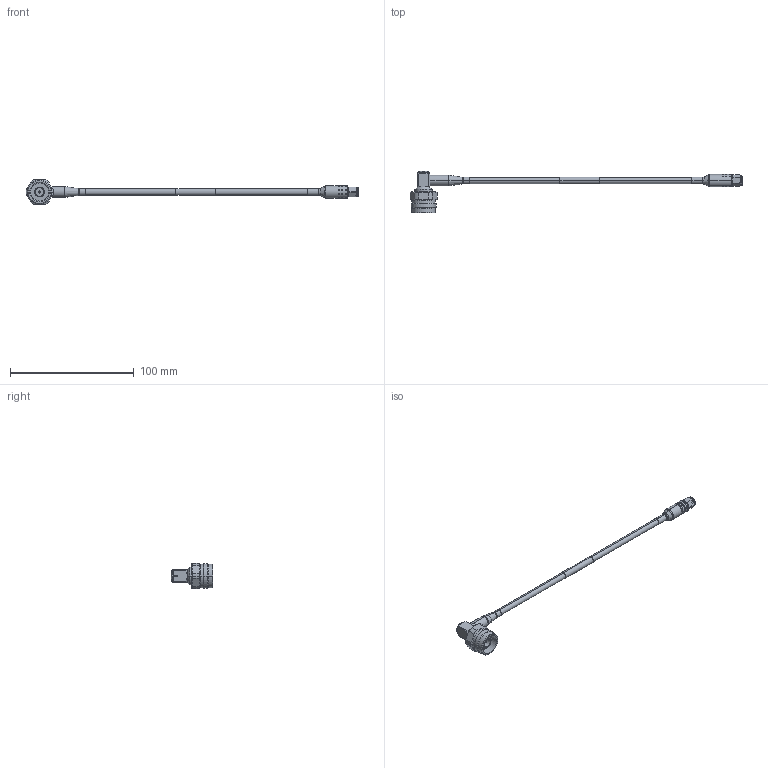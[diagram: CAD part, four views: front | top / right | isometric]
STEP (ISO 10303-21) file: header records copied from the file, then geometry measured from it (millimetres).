
FILE_DESCRIPTION (( 'STEP AP214' ), '1' );
FILE_NAME ('FMCA100138_3D.step', '2024-08-16T20:06:10', ( '' ), ( '' ), 'SwSTEP 2.0', 'SolidWorks 2022', '' );
FILE_SCHEMA (( 'AUTOMOTIVE_DESIGN' ));
Length unit declared in the file: inch
Products named in the file (12): TC-195-SM-SS-X; Heat Shrink^FMCA100138_Config 1; Heat Shrink^FMCA100138_1" Long; FMCA100138_3D; TC-195-NMH-RA-D_cap; TC-195-NMH-RA-D_body; TC-195-SM-SS-X_c-contact; TC-195-NMH-RA-D; TC-195-NMH-RA-D_ferrule; TC-195-SM-SS-X_body; TC-195-SM-SS-X_ferrule; TCOM-195^FMCA100138_LABEL+PE PIM
Assembly tree (11 placements, depth 3):
  FMCA100138_3D
    TCOM-195^FMCA100138_LABEL+PE PIM
    TC-195-NMH-RA-D
      TC-195-NMH-RA-D_body
      TC-195-NMH-RA-D_cap
      TC-195-NMH-RA-D_ferrule
    TC-195-SM-SS-X
      TC-195-SM-SS-X_body
      TC-195-SM-SS-X_c-contact
      TC-195-SM-SS-X_ferrule
    Heat Shrink^FMCA100138_1" Long
    Heat Shrink^FMCA100138_Config 1
Bounding box: 268.45 x 33.94 x 20.57 mm (x, y, z)
Volume: 11621.9 mm3; surface area: 13304.6 mm2
Topology: 10 solids, 10 shells, 408 faces, 860 edges, 498 vertices
Faces by surface type: cone 162, cylinder 130, plane 80, torus 34, sphere 2
Entity records: 11713 total; most frequent: CARTESIAN_POINT 2158, DIRECTION 2124, ORIENTED_EDGE 1708, AXIS2_PLACEMENT_3D 900, EDGE_CURVE 854, VERTEX_POINT 498, CIRCLE 476, EDGE_LOOP 452
